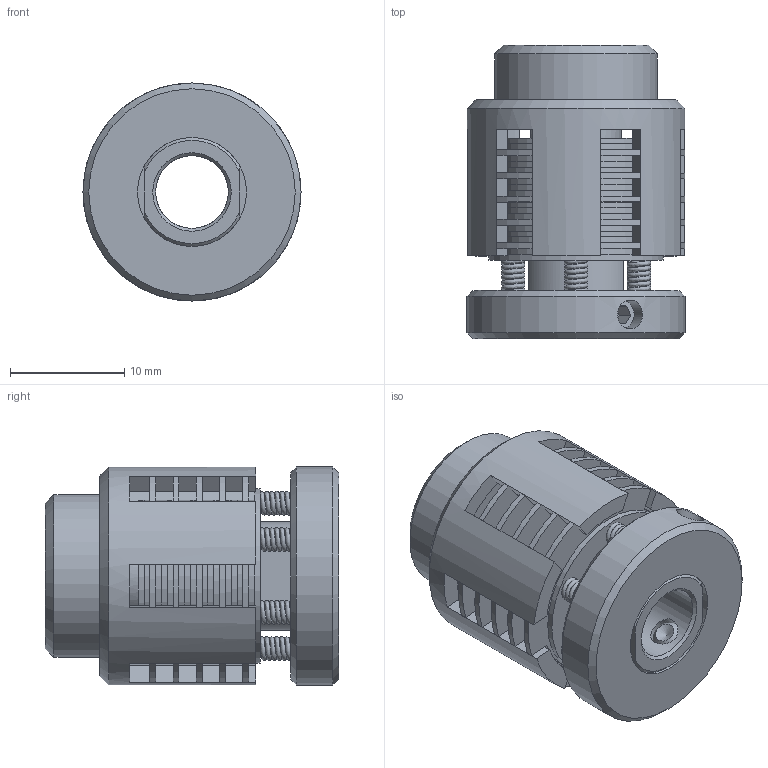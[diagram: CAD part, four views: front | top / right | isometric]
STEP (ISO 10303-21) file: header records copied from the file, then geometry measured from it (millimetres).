
FILE_DESCRIPTION((''),'2;1');
FILE_NAME('EFO12-4.stp','2013-07-26T15:29:45',('KenKra'),(''),'Autodesk Inventor 2011','Autodesk Inventor 2011','');
FILE_SCHEMA(('AUTOMOTIVE_DESIGN { 1 0 10303 214 1 1 1 1 }'));
Length unit declared in the file: inch
Products named in the file (12): EFO12-4; E1212-4; S1209-6; S1217-6F; S1215; S1213; S1264; S1219; S1221G; 4-6-4; S1614-1 COMPRESSED; Type A - Hexagon Socket Set Screw - Cup Point - Inch 5-44 UNF x 0.19
Assembly tree (33 placements, depth 2):
  EFO12-4
    E1212-4
    S1209-6
    S1217-6F
    S1215  x4
    S1213  x5
    S1264
    S1219
    S1221G  x10
    4-6-4
    S1614-1 COMPRESSED  x6
    Type A - Hexagon Socket Set Screw - Cup Point - Inch 5-44 UNF x 0.19  x2
Bounding box: 19.05 x 25.65 x 19.05 mm (x, y, z)
Volume: 4048.7 mm3; surface area: 9335.4 mm2
Topology: 33 solids, 33 shells, 843 faces, 2128 edges, 1404 vertices
Faces by surface type: plane 677, cylinder 129, cone 27, bspline 10
Full cylindrical faces by diameter (mm): 2.261 x6, 2.527 x2, 3.175 x2, 6.35 x2, 7.95 x1, 8.001 x1, 9.525 x3, 9.576 x10, 10.211 x5, 13.208 x15, 14.275 x1, 15.24 x1, 15.9 x1, 19.05 x2
Entity records: 21342 total; most frequent: CARTESIAN_POINT 5276, ORIENTED_EDGE 3248, DIRECTION 3091, EDGE_CURVE 1624, VECTOR 1133, LINE 1133, VERTEX_POINT 1099, AXIS2_PLACEMENT_3D 979
